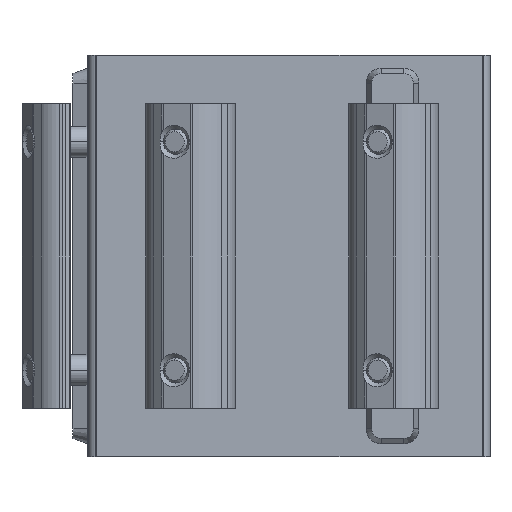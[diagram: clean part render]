
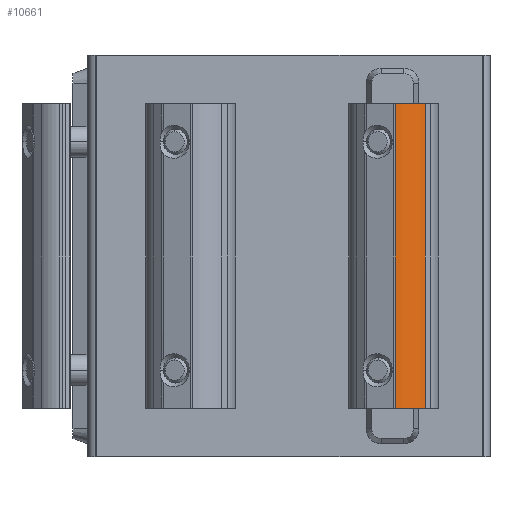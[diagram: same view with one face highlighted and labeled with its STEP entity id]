
A CAD part, front view. The second image highlights one B-rep face of the part: STEP entity #10661.
In plain terms, the highlighted cylindrical face has radius 8.85 mm (diameter 17.7 mm), a partial arc.
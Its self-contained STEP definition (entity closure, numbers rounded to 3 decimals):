
#502 = DIRECTION ( 'NONE',  ( 0., 0., -1. ) ) ;
#1422 = FACE_OUTER_BOUND ( 'NONE', #16165, .T. ) ;
#1936 = CARTESIAN_POINT ( 'NONE',  ( 66.451, -10.358, -9.5 ) ) ;
#1976 = LINE ( 'NONE', #8049, #6425 ) ;
#2256 = CYLINDRICAL_SURFACE ( 'NONE', #3061, 8.85 ) ;
#3061 = AXIS2_PLACEMENT_3D ( 'NONE', #13766, #16841, #15257 ) ;
#3165 = VERTEX_POINT ( 'NONE', #6494 ) ;
#3635 = DIRECTION ( 'NONE',  ( 0., 0., -1. ) ) ;
#4016 = CARTESIAN_POINT ( 'NONE',  ( 60.193, -4.1, -69.5 ) ) ;
#4311 = CIRCLE ( 'NONE', #18316, 8.85 ) ;
#5106 = ORIENTED_EDGE ( 'NONE', *, *, #11479, .F. ) ;
#5143 = CIRCLE ( 'NONE', #19443, 8.85 ) ;
#6385 = CARTESIAN_POINT ( 'NONE',  ( 66.451, -10.358, -9.5 ) ) ;
#6425 = VECTOR ( 'NONE', #502, 1000. ) ;
#6494 = CARTESIAN_POINT ( 'NONE',  ( 66.451, -10.358, -69.5 ) ) ;
#6645 = EDGE_CURVE ( 'NONE', #19405, #6679, #1976, .T. ) ;
#6679 = VERTEX_POINT ( 'NONE', #16109 ) ;
#7284 = DIRECTION ( 'NONE',  ( -1., 0., 0. ) ) ;
#8049 = CARTESIAN_POINT ( 'NONE',  ( 60.586, -12.941, -9.5 ) ) ;
#10374 = ORIENTED_EDGE ( 'NONE', *, *, #6645, .T. ) ;
#10661 = ADVANCED_FACE ( 'NONE', ( #1422 ), #2256, .T. ) ;
#11479 = EDGE_CURVE ( 'NONE', #15293, #3165, #14300, .T. ) ;
#11605 = VECTOR ( 'NONE', #3635, 1000. ) ;
#11767 = DIRECTION ( 'NONE',  ( 0., 0., -1. ) ) ;
#13465 = DIRECTION ( 'NONE',  ( -1., 0., 0. ) ) ;
#13766 = CARTESIAN_POINT ( 'NONE',  ( 60.193, -4.1, -9.5 ) ) ;
#14300 = LINE ( 'NONE', #1936, #11605 ) ;
#15239 = EDGE_CURVE ( 'NONE', #3165, #6679, #4311, .T. ) ;
#15257 = DIRECTION ( 'NONE',  ( -1., 0., 0. ) ) ;
#15293 = VERTEX_POINT ( 'NONE', #6385 ) ;
#16109 = CARTESIAN_POINT ( 'NONE',  ( 60.586, -12.941, -69.5 ) ) ;
#16165 = EDGE_LOOP ( 'NONE', ( #18644, #5106, #19449, #10374 ) ) ;
#16841 = DIRECTION ( 'NONE',  ( 0., 0., -1. ) ) ;
#17027 = EDGE_CURVE ( 'NONE', #15293, #19405, #5143, .T. ) ;
#18244 = CARTESIAN_POINT ( 'NONE',  ( 60.586, -12.941, -9.5 ) ) ;
#18316 = AXIS2_PLACEMENT_3D ( 'NONE', #4016, #11767, #7284 ) ;
#18348 = DIRECTION ( 'NONE',  ( 0., 0., -1. ) ) ;
#18644 = ORIENTED_EDGE ( 'NONE', *, *, #15239, .F. ) ;
#19405 = VERTEX_POINT ( 'NONE', #18244 ) ;
#19443 = AXIS2_PLACEMENT_3D ( 'NONE', #19641, #18348, #13465 ) ;
#19449 = ORIENTED_EDGE ( 'NONE', *, *, #17027, .T. ) ;
#19641 = CARTESIAN_POINT ( 'NONE',  ( 60.193, -4.1, -9.5 ) ) ;
